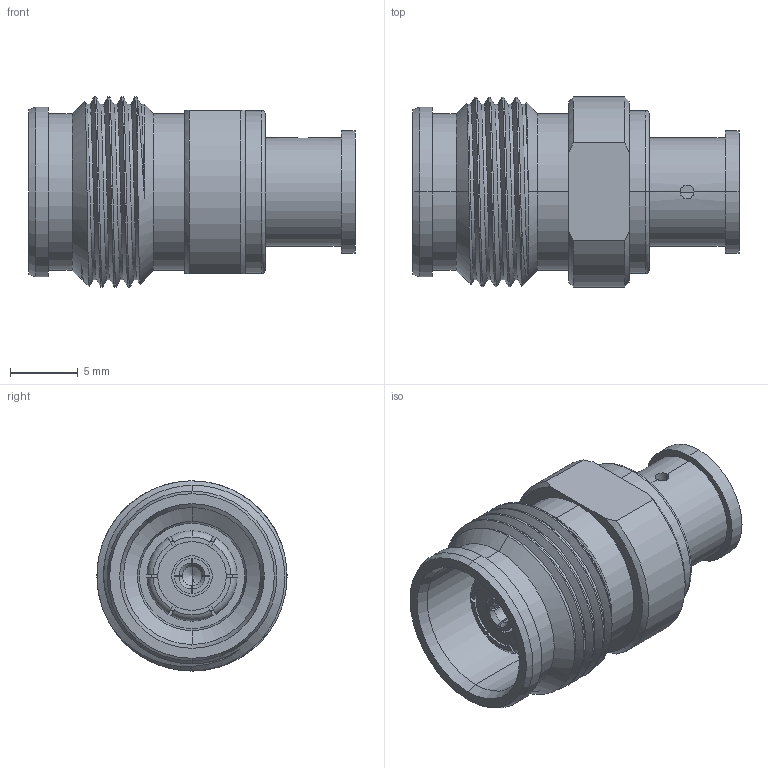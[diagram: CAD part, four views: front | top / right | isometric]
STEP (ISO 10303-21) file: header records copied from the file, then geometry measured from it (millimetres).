
FILE_DESCRIPTION (( 'STEP AP214' ), '1' );
FILE_NAME ('FMCN1715.step', '2021-01-28T21:31:04', ( '' ), ( '' ), 'SwSTEP 2.0', 'SolidWorks 2018', '' );
FILE_SCHEMA (( 'AUTOMOTIVE_DESIGN' ));
Length unit declared in the file: inch
Products named in the file (1): FMCN1715
Bounding box: 24 x 14 x 14 mm (x, y, z)
Volume: 1724.1 mm3; surface area: 2045.7 mm2
Topology: 1 solids, 1 shells, 145 faces, 371 edges, 234 vertices
Faces by surface type: plane 53, cylinder 49, cone 31, torus 9, bspline 3
Entity records: 6274 total; most frequent: CARTESIAN_POINT 2794, ORIENTED_EDGE 738, DIRECTION 717, EDGE_CURVE 369, AXIS2_PLACEMENT_3D 287, VERTEX_POINT 234, EDGE_LOOP 155, ADVANCED_FACE 145
